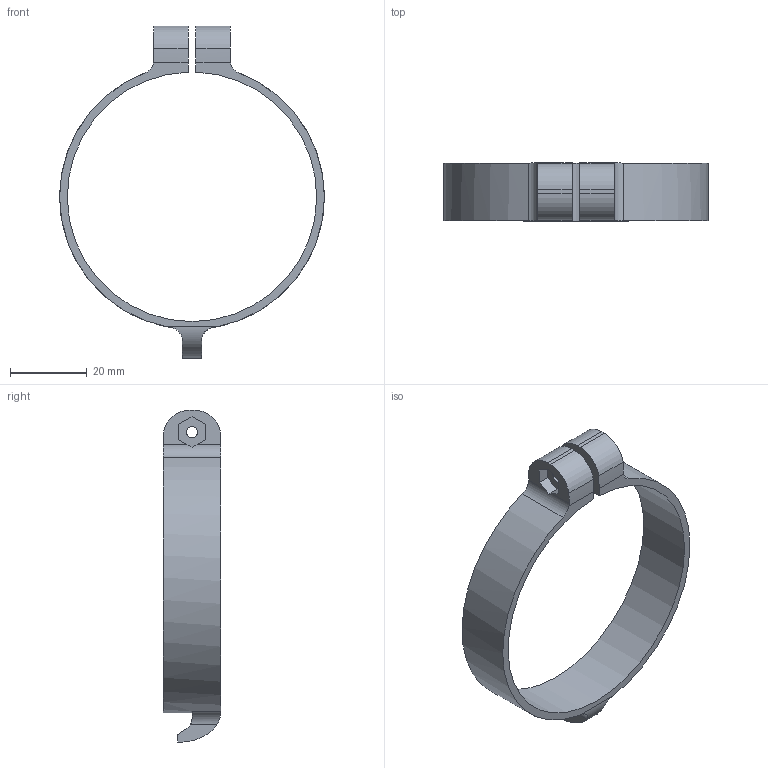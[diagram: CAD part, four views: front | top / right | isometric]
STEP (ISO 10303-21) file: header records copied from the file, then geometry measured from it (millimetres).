
FILE_DESCRIPTION( ( 'STEP AP203' ), '1' );
FILE_NAME( ' ', ' ', ( ' ' ), ( ' ' ), 'PSStep 10.0', ' ', ' ' );
FILE_SCHEMA( ( 'CONFIG_CONTROL_DESIGN' ) );
Length unit declared in the file: millimetre
Products named in the file (1): 1
Bounding box: 69 x 15 x 86.5 mm (x, y, z)
Volume: 8673.1 mm3; surface area: 8369.2 mm2
Topology: 1 solids, 1 shells, 45 faces, 131 edges, 88 vertices
Faces by surface type: plane 24, cylinder 21
Full cylindrical faces by diameter (mm): 3 x2, 8 x1
Entity records: 1570 total; most frequent: CARTESIAN_POINT 333, DIRECTION 250, ORIENTED_EDGE 250, EDGE_CURVE 125, AXIS2_PLACEMENT_3D 90, VERTEX_POINT 85, LINE 70, VECTOR 70
